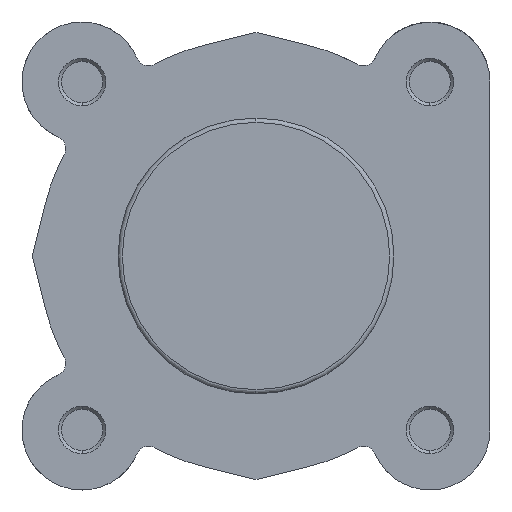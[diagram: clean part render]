
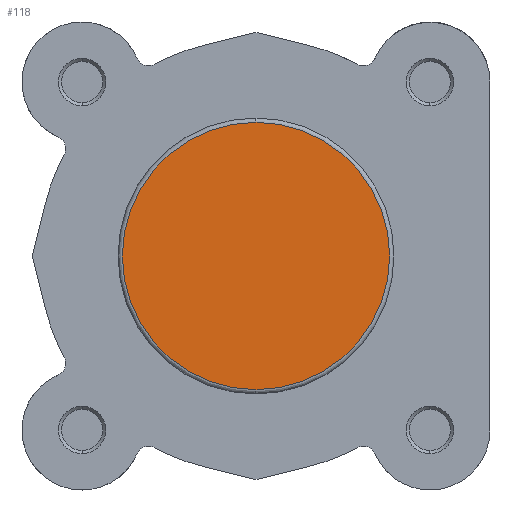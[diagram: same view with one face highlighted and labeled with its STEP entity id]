
A CAD part, left-side view. The second image highlights one B-rep face of the part: STEP entity #118.
In plain terms, the highlighted planar face has unit normal (-1, 0, 0).
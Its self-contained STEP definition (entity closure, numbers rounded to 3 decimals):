
#3 = FACE_OUTER_BOUND ( 'NONE', #7074, .T. ) ;
#118 = ADVANCED_FACE ( 'NONE', ( #3 ), #4938, .F. ) ;
#684 = CIRCLE ( 'NONE', #1271, 21.7 ) ;
#1126 = CIRCLE ( 'NONE', #1439, 21.7 ) ;
#1271 = AXIS2_PLACEMENT_3D ( 'NONE', #1600, #1607, #1608 ) ;
#1439 = AXIS2_PLACEMENT_3D ( 'NONE', #2466, #2469, #2470 ) ;
#1600 = CARTESIAN_POINT ( 'NONE',  ( 0., 0., 0. ) ) ;
#1607 = DIRECTION ( 'NONE',  ( -1., 0., 0. ) ) ;
#1608 = DIRECTION ( 'NONE',  ( 0., 0., -1. ) ) ;
#2466 = CARTESIAN_POINT ( 'NONE',  ( 0., 0., 0. ) ) ;
#2469 = DIRECTION ( 'NONE',  ( -1., 0., 0. ) ) ;
#2470 = DIRECTION ( 'NONE',  ( 0., 0., -1. ) ) ;
#2988 = EDGE_CURVE ( 'NONE', #4600, #4592, #684, .T. ) ;
#3309 = EDGE_CURVE ( 'NONE', #4592, #4600, #1126, .T. ) ;
#3555 = AXIS2_PLACEMENT_3D ( 'NONE', #4937, #4940, #4941 ) ;
#4125 = CARTESIAN_POINT ( 'NONE',  ( 0., 0., 21.7 ) ) ;
#4133 = CARTESIAN_POINT ( 'NONE',  ( 0., 0., -21.7 ) ) ;
#4592 = VERTEX_POINT ( 'NONE', #4125 ) ;
#4600 = VERTEX_POINT ( 'NONE', #4133 ) ;
#4937 = CARTESIAN_POINT ( 'NONE',  ( 0., 22.4, 0. ) ) ;
#4938 = PLANE ( 'NONE',  #3555 ) ;
#4940 = DIRECTION ( 'NONE',  ( 1., 0., 0. ) ) ;
#4941 = DIRECTION ( 'NONE',  ( 0., 0., -1. ) ) ;
#6431 = ORIENTED_EDGE ( 'NONE', *, *, #3309, .T. ) ;
#6432 = ORIENTED_EDGE ( 'NONE', *, *, #2988, .T. ) ;
#7074 = EDGE_LOOP ( 'NONE', ( #6432, #6431 ) ) ;
